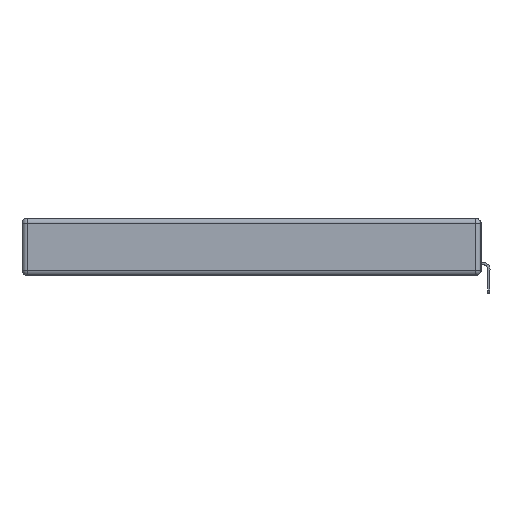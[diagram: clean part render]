
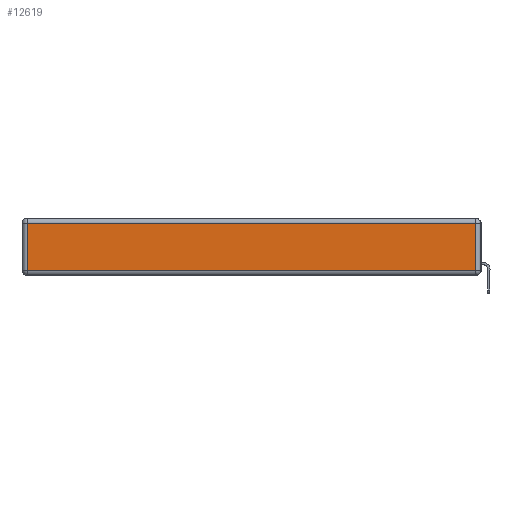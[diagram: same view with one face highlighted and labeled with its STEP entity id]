
A CAD part, left-side view. The second image highlights one B-rep face of the part: STEP entity #12619.
In plain terms, the highlighted planar face has unit normal (-1, 0, 0).
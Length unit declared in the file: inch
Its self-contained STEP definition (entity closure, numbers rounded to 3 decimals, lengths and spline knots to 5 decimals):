
#501 = LINE ( 'NONE', #2130, #17307 ) ;
#910 = DIRECTION ( 'NONE',  ( 0., -1., 0. ) ) ;
#2057 = VERTEX_POINT ( 'NONE', #6819 ) ;
#2130 = CARTESIAN_POINT ( 'NONE',  ( 0., 0., -0.313 ) ) ;
#2165 = PLANE ( 'NONE',  #14059 ) ;
#2630 = VERTEX_POINT ( 'NONE', #15512 ) ;
#2971 = DIRECTION ( 'NONE',  ( 0., 0., -1. ) ) ;
#3001 = EDGE_CURVE ( 'NONE', #2630, #5805, #501, .T. ) ;
#3103 = VECTOR ( 'NONE', #17664, 39.37008 ) ;
#3852 = ORIENTED_EDGE ( 'NONE', *, *, #7591, .T. ) ;
#4297 = ORIENTED_EDGE ( 'NONE', *, *, #3001, .T. ) ;
#5805 = VERTEX_POINT ( 'NONE', #9301 ) ;
#6819 = CARTESIAN_POINT ( 'NONE',  ( 0., 0.03, -0.03 ) ) ;
#6838 = LINE ( 'NONE', #11428, #3103 ) ;
#7591 = EDGE_CURVE ( 'NONE', #2057, #15738, #8050, .T. ) ;
#8050 = LINE ( 'NONE', #17812, #16255 ) ;
#8603 = CARTESIAN_POINT ( 'NONE',  ( 0., 2.72, -0.03 ) ) ;
#9301 = CARTESIAN_POINT ( 'NONE',  ( 0., 0.03, -0.313 ) ) ;
#9777 = CARTESIAN_POINT ( 'NONE',  ( 0., 2.72, -0.343 ) ) ;
#9908 = EDGE_CURVE ( 'NONE', #5805, #2057, #6838, .T. ) ;
#10102 = LINE ( 'NONE', #9777, #13440 ) ;
#10381 = ORIENTED_EDGE ( 'NONE', *, *, #9908, .T. ) ;
#11428 = CARTESIAN_POINT ( 'NONE',  ( 0., 0.03, -0.343 ) ) ;
#12040 = DIRECTION ( 'NONE',  ( -1., 0., 0. ) ) ;
#12194 = EDGE_CURVE ( 'NONE', #15738, #2630, #10102, .T. ) ;
#12619 = ADVANCED_FACE ( 'NONE', ( #16747 ), #2165, .T. ) ;
#13026 = EDGE_LOOP ( 'NONE', ( #4297, #10381, #3852, #13474 ) ) ;
#13440 = VECTOR ( 'NONE', #2971, 39.37008 ) ;
#13474 = ORIENTED_EDGE ( 'NONE', *, *, #12194, .T. ) ;
#14059 = AXIS2_PLACEMENT_3D ( 'NONE', #14598, #12040, #16023 ) ;
#14598 = CARTESIAN_POINT ( 'NONE',  ( 0., 0., -0.343 ) ) ;
#15011 = DIRECTION ( 'NONE',  ( 0., 1., 0. ) ) ;
#15512 = CARTESIAN_POINT ( 'NONE',  ( 0., 2.72, -0.313 ) ) ;
#15738 = VERTEX_POINT ( 'NONE', #8603 ) ;
#16023 = DIRECTION ( 'NONE',  ( 0., 0., 1. ) ) ;
#16255 = VECTOR ( 'NONE', #15011, 39.37008 ) ;
#16747 = FACE_OUTER_BOUND ( 'NONE', #13026, .T. ) ;
#17307 = VECTOR ( 'NONE', #910, 39.37008 ) ;
#17664 = DIRECTION ( 'NONE',  ( 0., 0., 1. ) ) ;
#17812 = CARTESIAN_POINT ( 'NONE',  ( 0., 2.75, -0.03 ) ) ;
